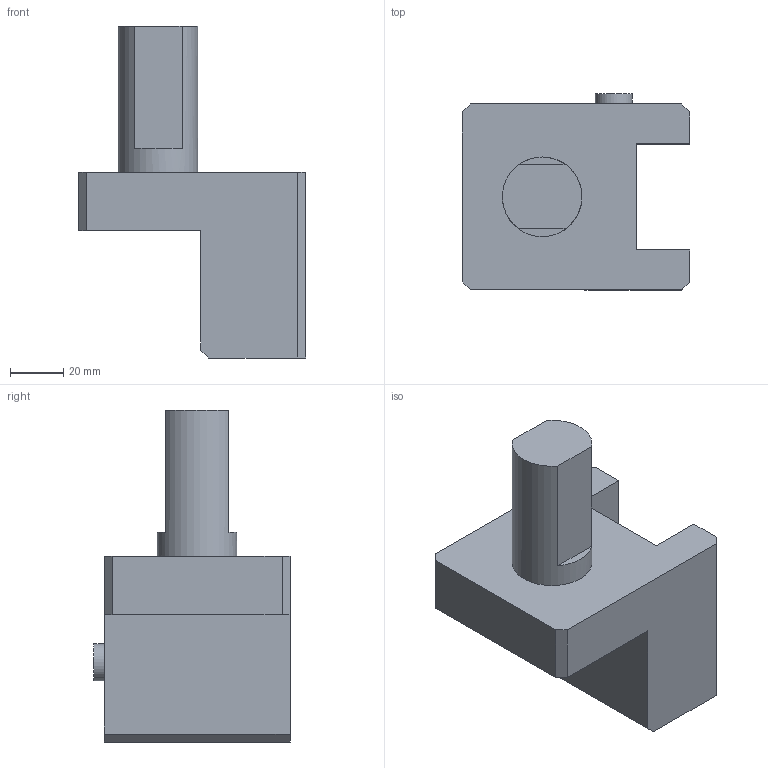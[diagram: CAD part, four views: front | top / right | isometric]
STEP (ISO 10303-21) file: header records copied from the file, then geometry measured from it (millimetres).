
FILE_DESCRIPTION(/* description */ (''),/* implementation_level */ '2;1');
FILE_NAME(/* name */ 'ASHN-VDI30-20-JETI.stp',/* time_stamp */ '2017-10-25T15:58:47+05:00',/* author */ (''),/* organization */ (''),/* preprocessor_version */ 'ST-DEVELOPER v15',/* originating_system */ 'SIEMENS PLM Software NX 8.5',/* authorisation */ '');
FILE_SCHEMA (('AUTOMOTIVE_DESIGN { 1 0 10303 214 3 1 1 1 }'));
Length unit declared in the file: millimetre
Products named in the file (1): inpu29BC551Ddd7m
Bounding box: 85.5 x 73.85 x 125 mm (x, y, z)
Volume: 243332.4 mm3; surface area: 36679.2 mm2
Topology: 2 solids, 2 shells, 26 faces, 63 edges, 43 vertices
Faces by surface type: plane 24, cylinder 2
Full cylindrical faces by diameter (mm): 14 x1, 30 x1
Entity records: 790 total; most frequent: CARTESIAN_POINT 130, DIRECTION 123, ORIENTED_EDGE 120, EDGE_CURVE 60, LINE 53, VECTOR 53, VERTEX_POINT 41, AXIS2_PLACEMENT_3D 35
